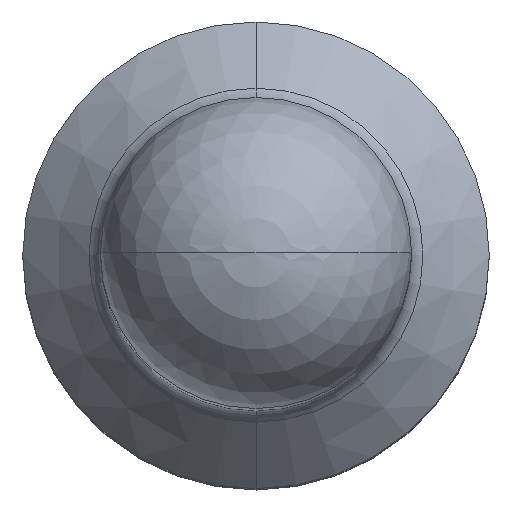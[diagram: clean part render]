
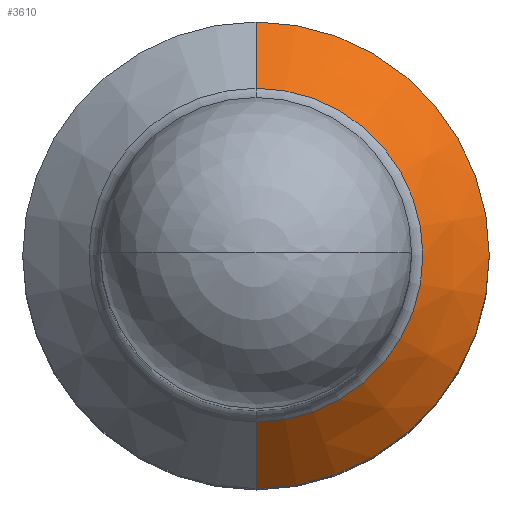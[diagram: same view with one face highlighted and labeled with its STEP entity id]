
A CAD part, top view. The second image highlights one B-rep face of the part: STEP entity #3610.
In plain terms, the highlighted conical face has half-angle 45 degrees and reference radius 3 mm.
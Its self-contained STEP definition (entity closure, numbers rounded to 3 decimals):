
#2930=CARTESIAN_POINT('',(51.312,43.825,65.74));
#2940=VERTEX_POINT('',#2930);
#3160=CARTESIAN_POINT('',(51.312,49.825,65.74));
#3170=VERTEX_POINT('',#3160);
#3200=CARTESIAN_POINT('',(51.312,46.825,65.74));
#3210=DIRECTION('',(0.,0.,1.));
#3220=DIRECTION('',(0.,1.,0.));
#3230=AXIS2_PLACEMENT_3D('',#3200,#3210,#3220);
#3240=CIRCLE('',#3230,3.);
#3250=EDGE_CURVE('',#2940,#3170,#3240,.T.);
#3300=CARTESIAN_POINT('',(51.312,46.825,65.74));
#3310=DIRECTION('',(0.,0.,1.));
#3320=DIRECTION('',(0.,-1.,0.));
#3330=AXIS2_PLACEMENT_3D('',#3300,#3310,#3320);
#3340=CONICAL_SURFACE('',#3330,3.,0.785);
#3350=CARTESIAN_POINT('',(51.312,43.825,65.74));
#3360=DIRECTION('',(0.,-0.707,0.707));
#3370=VECTOR('',#3360,4.243);
#3380=LINE('',#3350,#3370);
#3390=CARTESIAN_POINT('',(51.312,44.679,64.886));
#3400=VERTEX_POINT('',#3390);
#3410=EDGE_CURVE('',#3400,#2940,#3380,.T.);
#3420=ORIENTED_EDGE('',*,*,#3410,.F.);
#3430=ORIENTED_EDGE('',*,*,#3250,.F.);
#3440=CARTESIAN_POINT('',(51.312,49.825,65.74));
#3450=DIRECTION('',(0.,0.707,0.707));
#3460=VECTOR('',#3450,4.243);
#3470=LINE('',#3440,#3460);
#3480=CARTESIAN_POINT('',(51.312,48.972,64.886));
#3490=VERTEX_POINT('',#3480);
#3500=EDGE_CURVE('',#3490,#3170,#3470,.T.);
#3510=ORIENTED_EDGE('',*,*,#3500,.T.);
#3520=CARTESIAN_POINT('',(51.312,46.825,64.886));
#3530=DIRECTION('',(0.,0.,1.));
#3540=DIRECTION('',(0.,1.,0.));
#3550=AXIS2_PLACEMENT_3D('',#3520,#3530,#3540);
#3560=CIRCLE('',#3550,2.146);
#3570=EDGE_CURVE('',#3400,#3490,#3560,.T.);
#3580=ORIENTED_EDGE('',*,*,#3570,.T.);
#3590=EDGE_LOOP('',(#3580,#3510,#3430,#3420));
#3600=FACE_OUTER_BOUND('',#3590,.T.);
#3610=ADVANCED_FACE('',(#3600),#3340,.T.);
